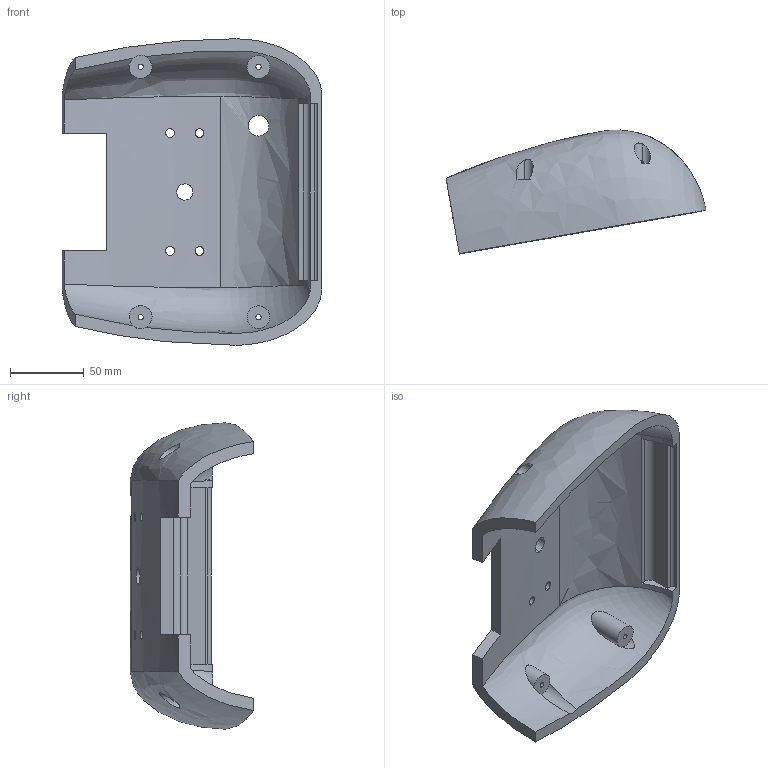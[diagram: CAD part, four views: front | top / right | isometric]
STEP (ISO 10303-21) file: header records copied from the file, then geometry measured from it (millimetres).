
FILE_DESCRIPTION (( 'STEP AP203' ), '1' );
FILE_NAME ('core_top_Défaut_sldprt.STEP', '2021-01-21T00:07:10', ( '' ), ( '' ), 'SwSTEP 2.0', 'SolidWorks 2020', '' );
FILE_SCHEMA (( 'CONFIG_CONTROL_DESIGN' ));
Length unit declared in the file: millimetre
Products named in the file (1): core_top_Défaut_sldprt
Bounding box: 176.46 x 83.93 x 208 mm (x, y, z)
Volume: 362586.7 mm3; surface area: 104052.1 mm2
Topology: 1 solids, 1 shells, 74 faces, 196 edges, 126 vertices
Faces by surface type: cylinder 45, plane 21, bspline 8
Entity records: 15605 total; most frequent: CARTESIAN_POINT 13819, ORIENTED_EDGE 384, DIRECTION 290, EDGE_CURVE 192, VERTEX_POINT 126, AXIS2_PLACEMENT_3D 112, EDGE_LOOP 100, B_SPLINE_CURVE_WITH_KNOTS 77
